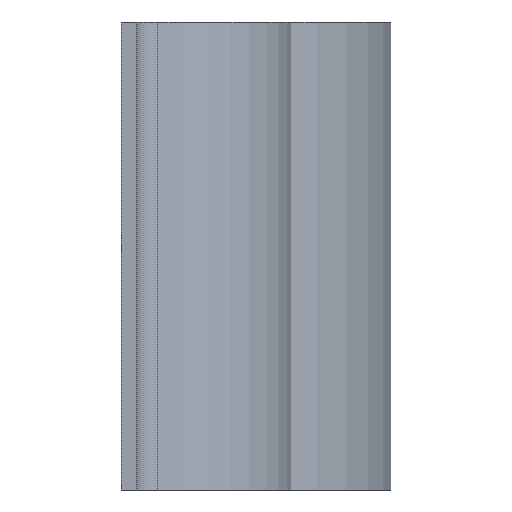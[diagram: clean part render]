
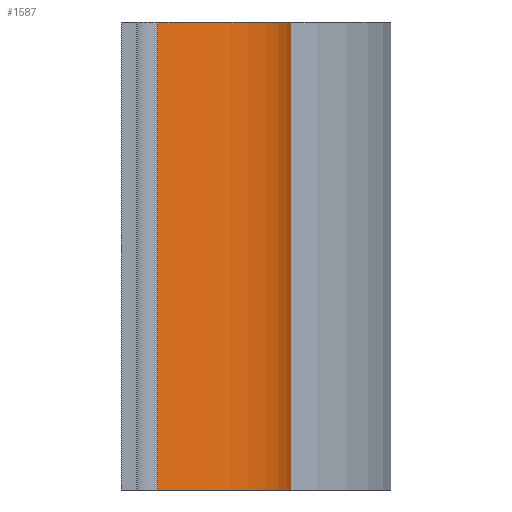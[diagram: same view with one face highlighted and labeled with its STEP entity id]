
A CAD part, left-side view. The second image highlights one B-rep face of the part: STEP entity #1587.
In plain terms, the highlighted cylindrical face has radius 51.25 mm (diameter 102.5 mm), a partial arc.
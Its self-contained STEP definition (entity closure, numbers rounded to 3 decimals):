
#1482=CARTESIAN_POINT('Vertex',(472.547,378.283,197.4)) ;
#1489=CARTESIAN_POINT('Vertex',(472.547,378.283,347.4)) ;
#1492=CARTESIAN_POINT('Line Origine',(472.547,378.283,272.4)) ;
#1557=CARTESIAN_POINT('Axis2P3D Location',(421.96,386.5,272.4)) ;
#1562=CARTESIAN_POINT('Line Origine',(371.373,378.283,272.4)) ;
#1566=CARTESIAN_POINT('Vertex',(371.373,378.283,347.4)) ;
#1568=CARTESIAN_POINT('Vertex',(371.373,378.283,197.4)) ;
#1571=CARTESIAN_POINT('Axis2P3D Location',(421.96,386.5,197.4)) ;
#1576=CARTESIAN_POINT('Axis2P3D Location',(421.96,386.5,347.4)) ;
#1493=DIRECTION('Vector Direction',(0.,0.,-1.)) ;
#1558=DIRECTION('Axis2P3D Direction',(0.,0.,-1.)) ;
#1559=DIRECTION('Axis2P3D XDirection',(0.987,-0.16,0.)) ;
#1563=DIRECTION('Vector Direction',(0.,0.,-1.)) ;
#1572=DIRECTION('Axis2P3D Direction',(0.,0.,-1.)) ;
#1577=DIRECTION('Axis2P3D Direction',(0.,0.,-1.)) ;
#1560=AXIS2_PLACEMENT_3D('Cylinder Axis2P3D',#1557,#1558,#1559) ;
#1573=AXIS2_PLACEMENT_3D('Circle Axis2P3D',#1571,#1572,$) ;
#1578=AXIS2_PLACEMENT_3D('Circle Axis2P3D',#1576,#1577,$) ;
#1582=ORIENTED_EDGE('',*,*,#1570,.T.) ;
#1583=ORIENTED_EDGE('',*,*,#1575,.T.) ;
#1584=ORIENTED_EDGE('',*,*,#1496,.F.) ;
#1585=ORIENTED_EDGE('',*,*,#1580,.F.) ;
#1494=VECTOR('Line Direction',#1493,1.) ;
#1564=VECTOR('Line Direction',#1563,1.) ;
#1587=ADVANCED_FACE('Corps principal',(#1586),#1561,.T.) ;
#1574=CIRCLE('generated circle',#1573,51.25) ;
#1579=CIRCLE('generated circle',#1578,51.25) ;
#1561=CYLINDRICAL_SURFACE('generated cylinder',#1560,51.25) ;
#1496=EDGE_CURVE('',#1490,#1483,#1495,.T.) ;
#1570=EDGE_CURVE('',#1567,#1569,#1565,.T.) ;
#1575=EDGE_CURVE('',#1569,#1483,#1574,.F.) ;
#1580=EDGE_CURVE('',#1567,#1490,#1579,.F.) ;
#1581=EDGE_LOOP('',(#1582,#1583,#1584,#1585)) ;
#1586=FACE_OUTER_BOUND('',#1581,.T.) ;
#1495=LINE('Line',#1492,#1494) ;
#1565=LINE('Line',#1562,#1564) ;
#1483=VERTEX_POINT('',#1482) ;
#1490=VERTEX_POINT('',#1489) ;
#1567=VERTEX_POINT('',#1566) ;
#1569=VERTEX_POINT('',#1568) ;
